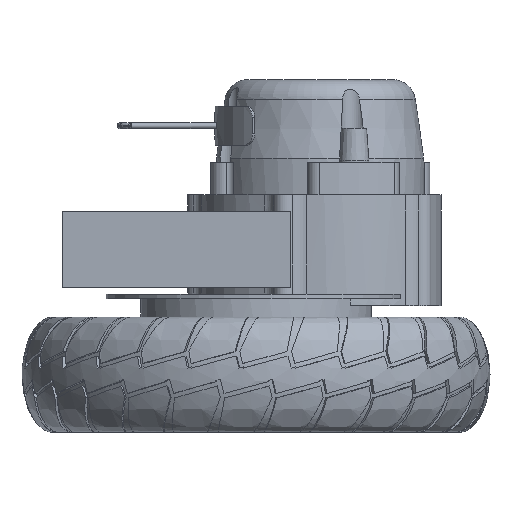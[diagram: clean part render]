
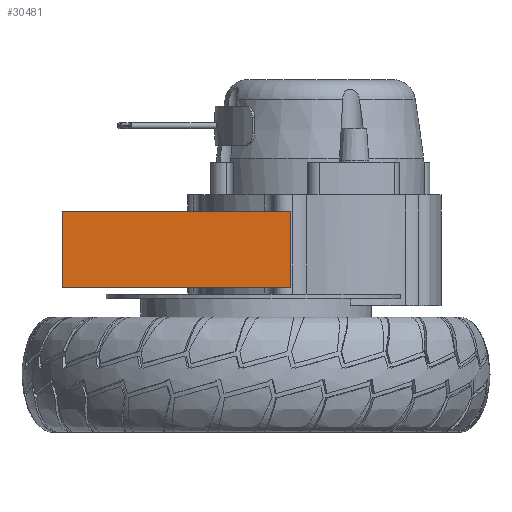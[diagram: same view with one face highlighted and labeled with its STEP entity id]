
A CAD part, front view. The second image highlights one B-rep face of the part: STEP entity #30481.
In plain terms, the highlighted planar face has unit normal (0, -1, 0).
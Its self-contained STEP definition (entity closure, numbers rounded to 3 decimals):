
#1458 = EDGE_CURVE ( 'NONE', #6666, #6076, #18218, .T. ) ;
#2037 = DIRECTION ( 'NONE',  ( 0., -1., 0. ) ) ;
#5209 = CARTESIAN_POINT ( 'NONE',  ( 14.983, -34.929, 84. ) ) ;
#5427 = VECTOR ( 'NONE', #13140, 1000. ) ;
#5642 = CARTESIAN_POINT ( 'NONE',  ( 14.983, -34.929, 51. ) ) ;
#6076 = VERTEX_POINT ( 'NONE', #5209 ) ;
#6508 = DIRECTION ( 'NONE',  ( 0., 0., 1. ) ) ;
#6666 = VERTEX_POINT ( 'NONE', #17763 ) ;
#6829 = DIRECTION ( 'NONE',  ( 1., 0., 0. ) ) ;
#7689 = VECTOR ( 'NONE', #6829, 1000. ) ;
#7915 = CARTESIAN_POINT ( 'NONE',  ( -84.146, -34.929, 51. ) ) ;
#9519 = VERTEX_POINT ( 'NONE', #15949 ) ;
#11164 = ORIENTED_EDGE ( 'NONE', *, *, #21984, .F. ) ;
#11211 = VECTOR ( 'NONE', #16009, 1000. ) ;
#13140 = DIRECTION ( 'NONE',  ( 0., 0., 1. ) ) ;
#13344 = CARTESIAN_POINT ( 'NONE',  ( -84.146, -34.929, 84. ) ) ;
#13904 = LINE ( 'NONE', #25372, #7689 ) ;
#15301 = EDGE_CURVE ( 'NONE', #9519, #28330, #13904, .T. ) ;
#15949 = CARTESIAN_POINT ( 'NONE',  ( -84.146, -34.929, 51. ) ) ;
#16009 = DIRECTION ( 'NONE',  ( 1., 0., 0. ) ) ;
#17763 = CARTESIAN_POINT ( 'NONE',  ( -84.146, -34.929, 84. ) ) ;
#18218 = LINE ( 'NONE', #13344, #11211 ) ;
#20542 = DIRECTION ( 'NONE',  ( 0., 0., -1. ) ) ;
#20755 = FACE_OUTER_BOUND ( 'NONE', #31520, .T. ) ;
#21203 = LINE ( 'NONE', #27787, #33560 ) ;
#21984 = EDGE_CURVE ( 'NONE', #9519, #6666, #33523, .T. ) ;
#22579 = ORIENTED_EDGE ( 'NONE', *, *, #30068, .T. ) ;
#25372 = CARTESIAN_POINT ( 'NONE',  ( -84.146, -34.929, 51. ) ) ;
#27787 = CARTESIAN_POINT ( 'NONE',  ( 14.983, -34.929, 51. ) ) ;
#28330 = VERTEX_POINT ( 'NONE', #5642 ) ;
#28420 = CARTESIAN_POINT ( 'NONE',  ( -84.146, -34.929, 51. ) ) ;
#29602 = ORIENTED_EDGE ( 'NONE', *, *, #1458, .F. ) ;
#30068 = EDGE_CURVE ( 'NONE', #28330, #6076, #21203, .T. ) ;
#30481 = ADVANCED_FACE ( 'NONE', ( #20755 ), #33681, .T. ) ;
#31520 = EDGE_LOOP ( 'NONE', ( #29602, #11164, #32056, #22579 ) ) ;
#32056 = ORIENTED_EDGE ( 'NONE', *, *, #15301, .T. ) ;
#32195 = AXIS2_PLACEMENT_3D ( 'NONE', #28420, #2037, #20542 ) ;
#33523 = LINE ( 'NONE', #7915, #5427 ) ;
#33560 = VECTOR ( 'NONE', #6508, 1000. ) ;
#33681 = PLANE ( 'NONE',  #32195 ) ;
